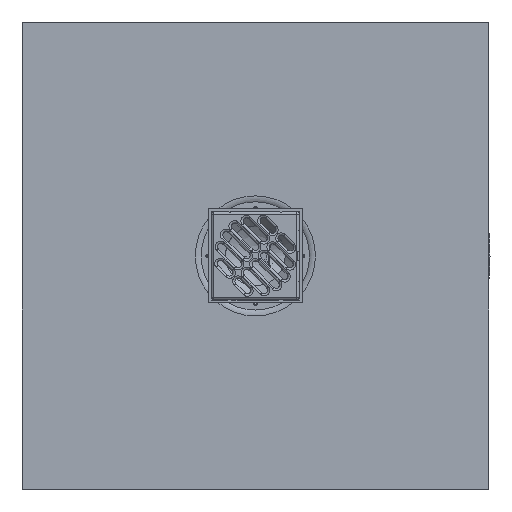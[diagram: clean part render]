
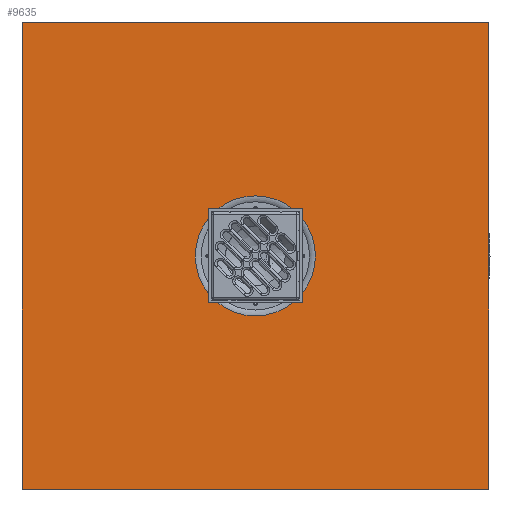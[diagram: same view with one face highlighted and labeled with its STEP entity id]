
A CAD part, top view. The second image highlights one B-rep face of the part: STEP entity #9635.
In plain terms, the highlighted planar face has unit normal (0, 0, 1).
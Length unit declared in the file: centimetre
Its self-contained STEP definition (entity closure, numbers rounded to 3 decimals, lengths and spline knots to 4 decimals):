
#241=FACE_BOUND('',#1795,.T.);
#346=PLANE('',#12133);
#1063=FACE_OUTER_BOUND('',#1794,.T.);
#1794=EDGE_LOOP('',(#7100,#7101,#7102,#7103));
#1795=EDGE_LOOP('',(#7104));
#2688=CIRCLE('',#12103,64.3137);
#3555=VERTEX_POINT('',#19643);
#3570=VERTEX_POINT('',#19689);
#3571=VERTEX_POINT('',#19691);
#3573=VERTEX_POINT('',#19697);
#3575=VERTEX_POINT('',#19703);
#4814=EDGE_CURVE('',#3555,#3555,#2688,.T.);
#4837=EDGE_CURVE('',#3570,#3571,#10272,.T.);
#4841=EDGE_CURVE('',#3573,#3570,#10276,.T.);
#4844=EDGE_CURVE('',#3575,#3573,#10279,.T.);
#4845=EDGE_CURVE('',#3571,#3575,#10280,.T.);
#7100=ORIENTED_EDGE('',*,*,#4837,.F.);
#7101=ORIENTED_EDGE('',*,*,#4841,.F.);
#7102=ORIENTED_EDGE('',*,*,#4844,.F.);
#7103=ORIENTED_EDGE('',*,*,#4845,.F.);
#7104=ORIENTED_EDGE('',*,*,#4814,.T.);
#9635=ADVANCED_FACE('',(#1063,#241),#346,.F.);
#10272=LINE('',#19692,#10969);
#10276=LINE('',#19699,#10973);
#10279=LINE('',#19705,#10976);
#10280=LINE('',#19707,#10977);
#10969=VECTOR('',#14404,1.);
#10973=VECTOR('',#14410,1.);
#10976=VECTOR('',#14415,1.);
#10977=VECTOR('',#14418,1.);
#12103=AXIS2_PLACEMENT_3D('',#19644,#14344,#14345);
#12133=AXIS2_PLACEMENT_3D('',#19706,#14416,#14417);
#14344=DIRECTION('center_axis',(0.,0.,-1.));
#14345=DIRECTION('ref_axis',(1.,0.,0.));
#14404=DIRECTION('',(0.,-1.,0.));
#14410=DIRECTION('',(1.,0.,0.));
#14415=DIRECTION('',(0.,1.,0.));
#14416=DIRECTION('center_axis',(0.,0.,-1.));
#14417=DIRECTION('ref_axis',(-1.,0.,0.));
#14418=DIRECTION('',(-1.,0.,0.));
#19643=CARTESIAN_POINT('',(1008.9395,184.3313,128.));
#19644=CARTESIAN_POINT('Origin',(1008.9395,248.645,128.));
#19689=CARTESIAN_POINT('',(1258.9395,498.645,128.));
#19691=CARTESIAN_POINT('',(1258.9395,-1.355,128.));
#19692=CARTESIAN_POINT('',(1258.9395,248.645,128.));
#19697=CARTESIAN_POINT('',(758.9395,498.645,128.));
#19699=CARTESIAN_POINT('',(1008.9395,498.645,128.));
#19703=CARTESIAN_POINT('',(758.9395,-1.355,128.));
#19705=CARTESIAN_POINT('',(758.9395,248.645,128.));
#19706=CARTESIAN_POINT('Origin',(1008.9395,248.645,128.));
#19707=CARTESIAN_POINT('',(1008.9395,-1.355,128.));
